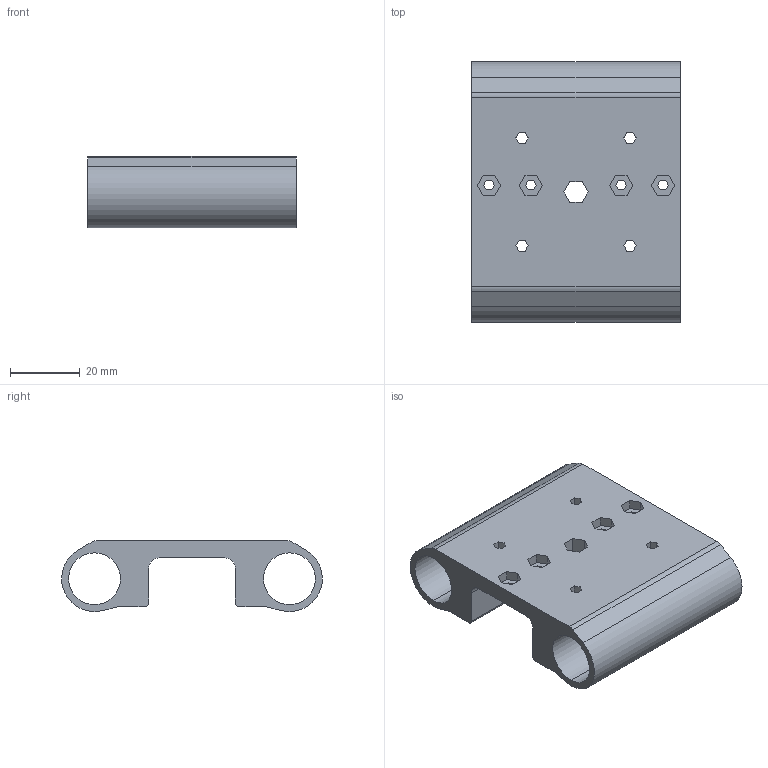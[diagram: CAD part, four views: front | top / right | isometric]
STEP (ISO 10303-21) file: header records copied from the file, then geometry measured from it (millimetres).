
FILE_DESCRIPTION (( 'USING AP203' ), '1' );
FILE_NAME ('x-carriage.STEP', '2024-07-05T14:47:27', ( '' ), ( '' ), '', '', '' );
FILE_SCHEMA (( 'CONFIG_CONTROL_DESIGN' ));
Length unit declared in the file: millimetre
Products named in the file (1): x-carriage
Bounding box: 60 x 74.89 x 20.42 mm (x, y, z)
Volume: 38896 mm3; surface area: 19823.1 mm2
Topology: 1 solids, 1 shells, 106 faces, 300 edges, 200 vertices
Faces by surface type: plane 94, cylinder 12
Entity records: 3509 total; most frequent: CARTESIAN_POINT 607, ORIENTED_EDGE 600, DIRECTION 538, EDGE_CURVE 300, LINE 276, VECTOR 276, VERTEX_POINT 200, EDGE_LOOP 132
